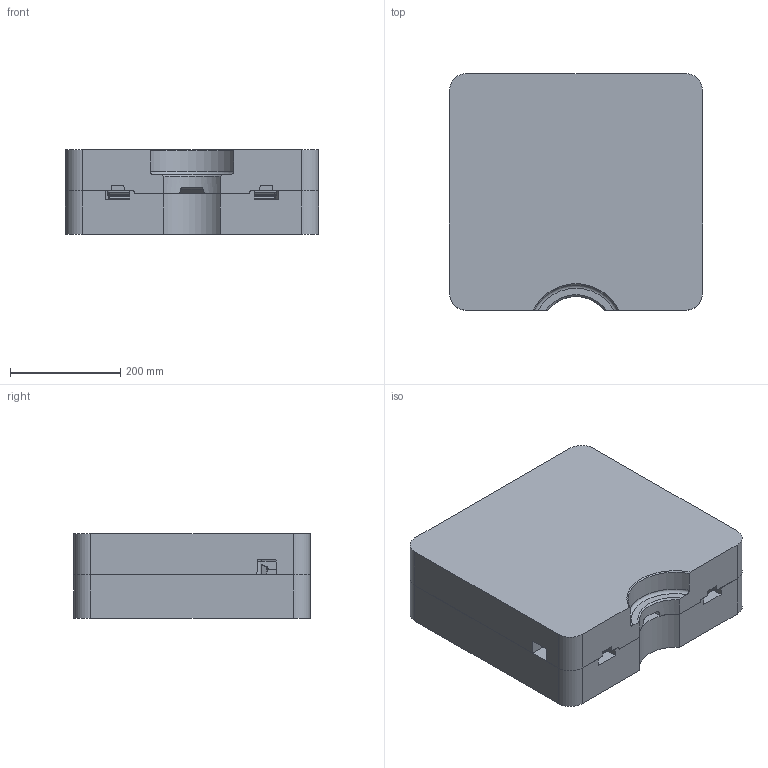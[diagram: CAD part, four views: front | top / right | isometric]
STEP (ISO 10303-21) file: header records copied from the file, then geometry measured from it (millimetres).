
FILE_DESCRIPTION((''),'2;1');
FILE_NAME('MFG0001_ASM','2018-11-10T',('Administrator'),(''),'CREO PARAMETRIC BY PTC INC, 2014190','CREO PARAMETRIC BY PTC INC, 2014190','');
FILE_SCHEMA(('CONFIG_CONTROL_DESIGN'));
Length unit declared in the file: millimetre
Products named in the file (3): MOLD_VOL_GAI-HOU; MOLD_VOL_GAI-QIAN; MFG0001_ASM
Assembly tree (2 placements, depth 2):
  MFG0001_ASM
    MOLD_VOL_GAI-HOU
    MOLD_VOL_GAI-QIAN
Bounding box: 460 x 430 x 154 mm (x, y, z)
Volume: 29043499.1 mm3; surface area: 1134558.2 mm2
Topology: 2 solids, 2 shells, 1235 faces, 3021 edges, 1870 vertices
Faces by surface type: plane 627, cylinder 239, bspline 168, cone 105, torus 83, extrusion 7, sphere 6
Entity records: 44143 total; most frequent: CARTESIAN_POINT 16466, ORIENTED_EDGE 6042, DIRECTION 5193, EDGE_CURVE 3021, VERTEX_POINT 1870, VECTOR 1745, LINE 1738, AXIS2_PLACEMENT_3D 1724
